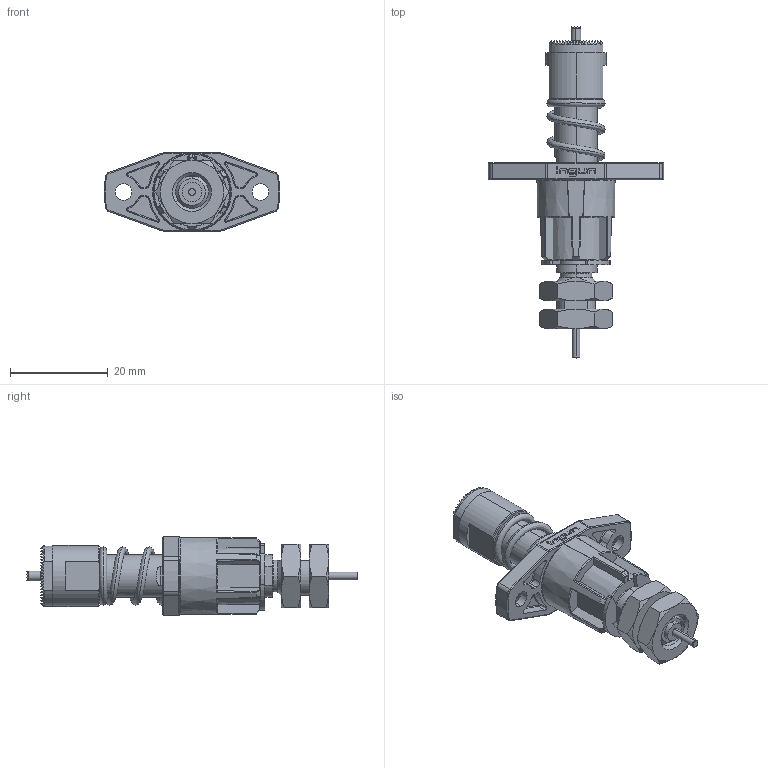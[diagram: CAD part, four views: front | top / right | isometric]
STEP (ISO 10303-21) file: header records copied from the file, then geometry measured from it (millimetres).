
FILE_DESCRIPTION (( 'STEP AP203' ), '1' );
FILE_NAME ('INGUN_BCP-694_360_1250_A_xx04-53.STEP', '2025-10-27T10:12:50', ( '' ), ( '' ), 'SwSTEP 2.0', 'SolidWorks 2023', '' );
FILE_SCHEMA (( 'CONFIG_CONTROL_DESIGN' ));
Length unit declared in the file: millimetre
Products named in the file (1): INGUN_BCP-694_360_1250_A_xx04-53
Bounding box: 35.94 x 68 x 16 mm (x, y, z)
Volume: 7193.8 mm3; surface area: 6334.1 mm2
Topology: 3 solids, 3 shells, 1846 faces, 3467 edges, 1640 vertices
Faces by surface type: plane 1455, cylinder 136, cone 102, torus 85, bspline 40, sphere 28
Entity records: 45742 total; most frequent: CARTESIAN_POINT 11041, DIRECTION 7207, ORIENTED_EDGE 6926, EDGE_CURVE 3463, AXIS2_PLACEMENT_3D 2406, VECTOR 2395, LINE 2395, EDGE_LOOP 1875
